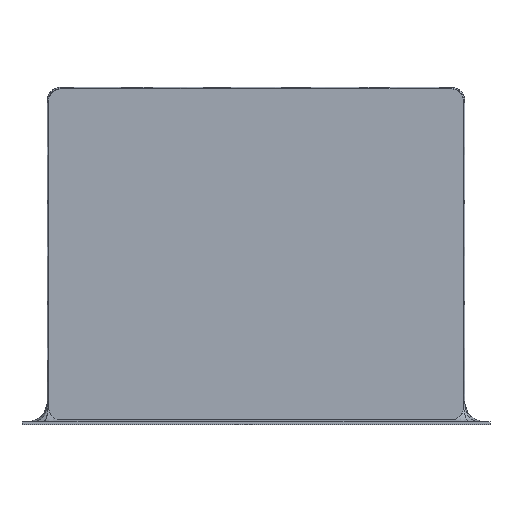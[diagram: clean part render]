
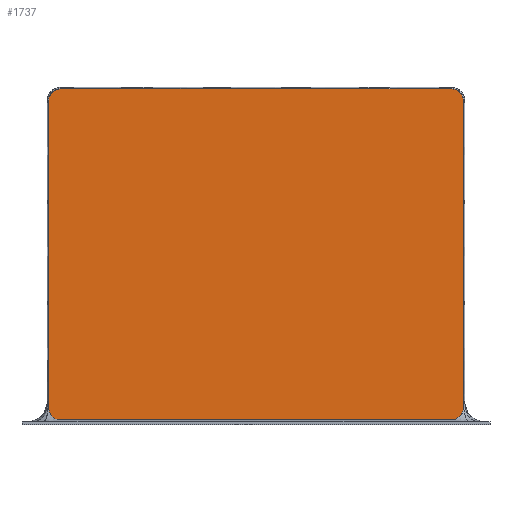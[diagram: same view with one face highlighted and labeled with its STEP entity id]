
A CAD part, left-side view. The second image highlights one B-rep face of the part: STEP entity #1737.
In plain terms, the highlighted planar face has unit normal (-1, 0, 0).
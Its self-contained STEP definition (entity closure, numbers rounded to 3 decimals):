
#85 = EDGE_CURVE ( 'NONE', #619, #1545, #1589, .T. ) ;
#111 = DIRECTION ( 'NONE',  ( 0., -1., 0. ) ) ;
#140 = ORIENTED_EDGE ( 'NONE', *, *, #85, .T. ) ;
#149 = DIRECTION ( 'NONE',  ( 1., 0., 0. ) ) ;
#154 = CIRCLE ( 'NONE', #1062, 0.07 ) ;
#189 = VECTOR ( 'NONE', #1540, 1000. ) ;
#193 = CARTESIAN_POINT ( 'NONE',  ( 1.5, -1.24, 1.939 ) ) ;
#238 = DIRECTION ( 'NONE',  ( 0., 1., 0. ) ) ;
#260 = VECTOR ( 'NONE', #111, 1000. ) ;
#332 = DIRECTION ( 'NONE',  ( 0., 0., 1. ) ) ;
#334 = CARTESIAN_POINT ( 'NONE',  ( 1.5, -1.17, 0.029 ) ) ;
#370 = DIRECTION ( 'NONE',  ( 1., 0., 0. ) ) ;
#386 = EDGE_CURVE ( 'NONE', #619, #1810, #1750, .T. ) ;
#477 = EDGE_CURVE ( 'NONE', #577, #1891, #1689, .T. ) ;
#519 = DIRECTION ( 'NONE',  ( 0., 1., 0. ) ) ;
#562 = CARTESIAN_POINT ( 'NONE',  ( 1.5, 1.17, 1.939 ) ) ;
#577 = VERTEX_POINT ( 'NONE', #1887 ) ;
#602 = CIRCLE ( 'NONE', #721, 0.07 ) ;
#619 = VERTEX_POINT ( 'NONE', #681 ) ;
#663 = ORIENTED_EDGE ( 'NONE', *, *, #386, .F. ) ;
#675 = LINE ( 'NONE', #1404, #1600 ) ;
#681 = CARTESIAN_POINT ( 'NONE',  ( 1.5, 1.17, 0.029 ) ) ;
#705 = CARTESIAN_POINT ( 'NONE',  ( 1.5, 1.17, 0.099 ) ) ;
#721 = AXIS2_PLACEMENT_3D ( 'NONE', #747, #1644, #1814 ) ;
#723 = AXIS2_PLACEMENT_3D ( 'NONE', #1823, #2001, #332 ) ;
#741 = DIRECTION ( 'NONE',  ( 0., 1., 0. ) ) ;
#747 = CARTESIAN_POINT ( 'NONE',  ( 1.5, -1.17, 0.099 ) ) ;
#806 = EDGE_CURVE ( 'NONE', #1796, #1545, #602, .T. ) ;
#819 = ORIENTED_EDGE ( 'NONE', *, *, #1383, .F. ) ;
#834 = CIRCLE ( 'NONE', #1708, 0.07 ) ;
#890 = CARTESIAN_POINT ( 'NONE',  ( 1.5, -1.24, 0.099 ) ) ;
#936 = EDGE_LOOP ( 'NONE', ( #819, #2187, #1533, #1260, #663, #140, #1683, #2141 ) ) ;
#986 = LINE ( 'NONE', #1721, #189 ) ;
#999 = DIRECTION ( 'NONE',  ( 1., 0., 0. ) ) ;
#1031 = CARTESIAN_POINT ( 'NONE',  ( 1.5, 1.17, 0.029 ) ) ;
#1062 = AXIS2_PLACEMENT_3D ( 'NONE', #562, #149, #519 ) ;
#1164 = VERTEX_POINT ( 'NONE', #1210 ) ;
#1173 = AXIS2_PLACEMENT_3D ( 'NONE', #705, #370, #741 ) ;
#1187 = EDGE_CURVE ( 'NONE', #1503, #1796, #675, .T. ) ;
#1210 = CARTESIAN_POINT ( 'NONE',  ( 1.5, 1.24, 1.939 ) ) ;
#1253 = VECTOR ( 'NONE', #238, 1000. ) ;
#1260 = ORIENTED_EDGE ( 'NONE', *, *, #1451, .T. ) ;
#1271 = PLANE ( 'NONE',  #723 ) ;
#1383 = EDGE_CURVE ( 'NONE', #577, #1503, #834, .T. ) ;
#1404 = CARTESIAN_POINT ( 'NONE',  ( 1.5, -1.24, 1.939 ) ) ;
#1451 = EDGE_CURVE ( 'NONE', #1164, #1810, #986, .T. ) ;
#1469 = CARTESIAN_POINT ( 'NONE',  ( 1.5, 1.24, 0.099 ) ) ;
#1477 = EDGE_CURVE ( 'NONE', #1164, #1891, #154, .T. ) ;
#1503 = VERTEX_POINT ( 'NONE', #193 ) ;
#1533 = ORIENTED_EDGE ( 'NONE', *, *, #1477, .F. ) ;
#1540 = DIRECTION ( 'NONE',  ( 0., 0., -1. ) ) ;
#1545 = VERTEX_POINT ( 'NONE', #334 ) ;
#1579 = DIRECTION ( 'NONE',  ( 0., 1., 0. ) ) ;
#1589 = LINE ( 'NONE', #1031, #260 ) ;
#1600 = VECTOR ( 'NONE', #1777, 1000. ) ;
#1644 = DIRECTION ( 'NONE',  ( 1., 0., 0. ) ) ;
#1676 = CARTESIAN_POINT ( 'NONE',  ( 1.5, 1.17, 2.009 ) ) ;
#1683 = ORIENTED_EDGE ( 'NONE', *, *, #806, .F. ) ;
#1689 = LINE ( 'NONE', #2240, #1253 ) ;
#1708 = AXIS2_PLACEMENT_3D ( 'NONE', #2266, #999, #1579 ) ;
#1721 = CARTESIAN_POINT ( 'NONE',  ( 1.5, 1.24, 1.939 ) ) ;
#1737 = ADVANCED_FACE ( 'NONE', ( #1780 ), #1271, .F. ) ;
#1750 = CIRCLE ( 'NONE', #1173, 0.07 ) ;
#1777 = DIRECTION ( 'NONE',  ( 0., 0., -1. ) ) ;
#1780 = FACE_OUTER_BOUND ( 'NONE', #936, .T. ) ;
#1796 = VERTEX_POINT ( 'NONE', #890 ) ;
#1810 = VERTEX_POINT ( 'NONE', #1469 ) ;
#1814 = DIRECTION ( 'NONE',  ( 0., 1., 0. ) ) ;
#1823 = CARTESIAN_POINT ( 'NONE',  ( 1.5, 0., 1.019 ) ) ;
#1887 = CARTESIAN_POINT ( 'NONE',  ( 1.5, -1.17, 2.009 ) ) ;
#1891 = VERTEX_POINT ( 'NONE', #1676 ) ;
#2001 = DIRECTION ( 'NONE',  ( 1., 0., 0. ) ) ;
#2141 = ORIENTED_EDGE ( 'NONE', *, *, #1187, .F. ) ;
#2187 = ORIENTED_EDGE ( 'NONE', *, *, #477, .T. ) ;
#2240 = CARTESIAN_POINT ( 'NONE',  ( 1.5, -1.17, 2.009 ) ) ;
#2266 = CARTESIAN_POINT ( 'NONE',  ( 1.5, -1.17, 1.939 ) ) ;
